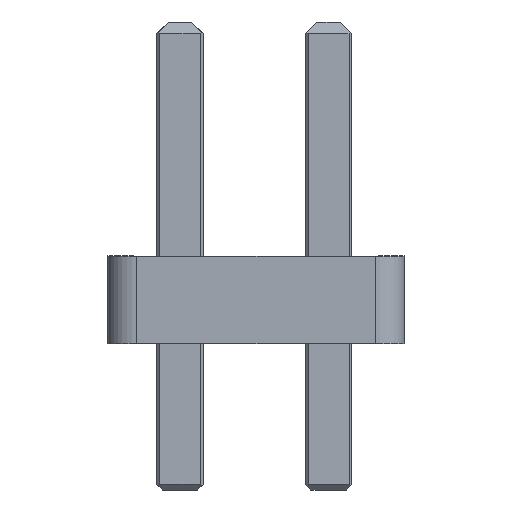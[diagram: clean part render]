
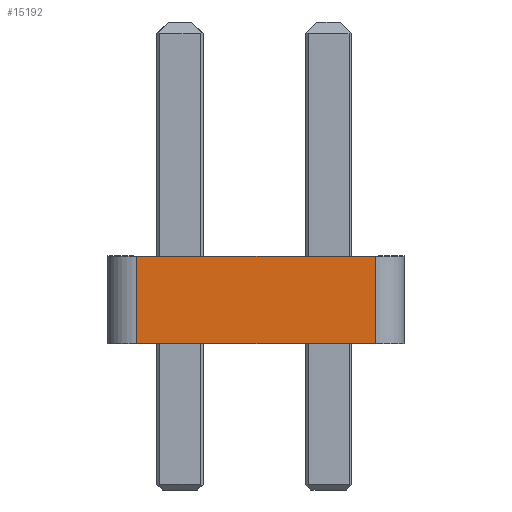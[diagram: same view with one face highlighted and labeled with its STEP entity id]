
A CAD part, left-side view. The second image highlights one B-rep face of the part: STEP entity #15192.
In plain terms, the highlighted planar face has unit normal (-1, 0, 0).
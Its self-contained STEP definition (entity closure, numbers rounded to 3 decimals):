
#1080=FACE_OUTER_BOUND('',#1911,.T.);
#1911=EDGE_LOOP('',(#13389,#13390,#13391,#13392));
#3820=LINE('',#24176,#5804);
#3821=LINE('',#24181,#5805);
#3822=LINE('',#24184,#5806);
#3823=LINE('',#24185,#5807);
#5804=VECTOR('',#19859,10.);
#5805=VECTOR('',#19866,10.);
#5806=VECTOR('',#19869,10.);
#5807=VECTOR('',#19870,10.);
#7250=VERTEX_POINT('',#24173);
#7251=VERTEX_POINT('',#24175);
#7252=VERTEX_POINT('',#24179);
#7253=VERTEX_POINT('',#24183);
#9312=EDGE_CURVE('',#7251,#7250,#3820,.T.);
#9315=EDGE_CURVE('',#7251,#7252,#3821,.T.);
#9316=EDGE_CURVE('',#7253,#7250,#3822,.T.);
#9317=EDGE_CURVE('',#7252,#7253,#3823,.T.);
#13389=ORIENTED_EDGE('',*,*,#9315,.F.);
#13390=ORIENTED_EDGE('',*,*,#9312,.T.);
#13391=ORIENTED_EDGE('',*,*,#9316,.F.);
#13392=ORIENTED_EDGE('',*,*,#9317,.F.);
#14382=PLANE('',#16188);
#15192=ADVANCED_FACE('',(#1080),#14382,.T.);
#16188=AXIS2_PLACEMENT_3D('',#24182,#19867,#19868);
#19859=DIRECTION('',(0.,-1.,0.));
#19866=DIRECTION('',(0.,0.,1.));
#19867=DIRECTION('center_axis',(-1.,0.,0.));
#19868=DIRECTION('ref_axis',(0.,0.,1.));
#19869=DIRECTION('',(0.,0.,-1.));
#19870=DIRECTION('',(0.,-1.,0.));
#24173=CARTESIAN_POINT('',(-20.32,-2.04,0.));
#24175=CARTESIAN_POINT('',(-20.32,2.04,0.));
#24176=CARTESIAN_POINT('',(-20.32,2.04,0.));
#24179=CARTESIAN_POINT('',(-20.32,2.04,1.5));
#24181=CARTESIAN_POINT('',(-20.32,2.04,0.));
#24182=CARTESIAN_POINT('Origin',(-20.32,0.,-0.01));
#24183=CARTESIAN_POINT('',(-20.32,-2.04,1.5));
#24184=CARTESIAN_POINT('',(-20.32,-2.04,1.5));
#24185=CARTESIAN_POINT('',(-20.32,2.04,1.5));
